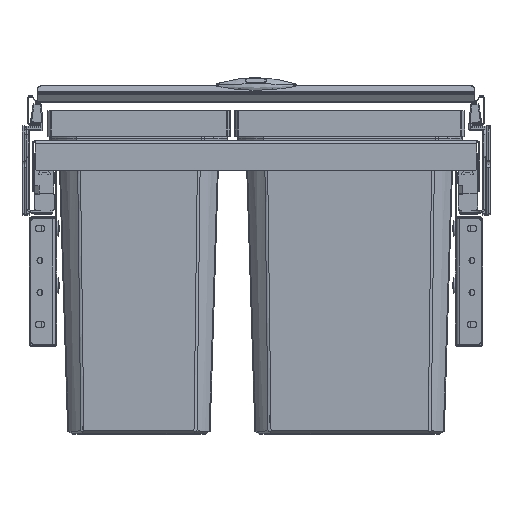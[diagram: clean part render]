
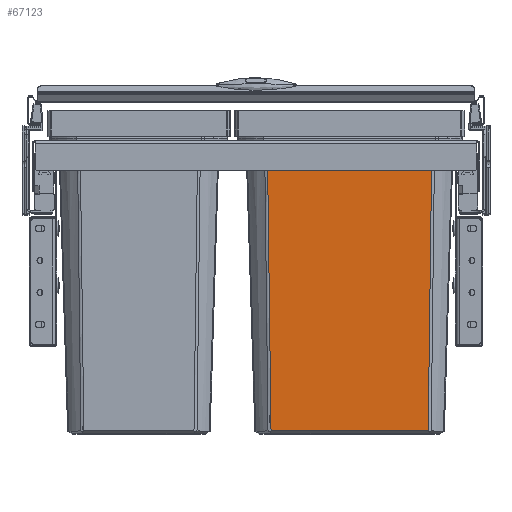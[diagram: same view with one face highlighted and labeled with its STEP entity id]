
A CAD part, top view. The second image highlights one B-rep face of the part: STEP entity #67123.
In plain terms, the highlighted planar face has unit normal (0, -0.031, 1).
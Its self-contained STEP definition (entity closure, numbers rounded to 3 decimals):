
#13596=EDGE_CURVE('9833',#34994,#34991,#34995,.T.);
#13648=EDGE_CURVE('9781',#34991,#35062,#35065,.T.);
#13650=EDGE_CURVE('9817',#35067,#35062,#35068,.T.);
#13652=EDGE_CURVE('9786',#34994,#35067,#35070,.T.);
#34991=VERTEX_POINT('',#66095);
#34994=VERTEX_POINT('',#66106);
#34995=LINE('',#66107,#66108);
#35062=VERTEX_POINT('',#66305);
#35065=B_SPLINE_CURVE_WITH_KNOTS('',3,(#66314,#66315,#66316,#66317,#66318,#66319),.UNSPECIFIED.,.F.,.F.,(4,1,1,4),(0.0,0.333,0.667,1.0),.UNSPECIFIED.);
#35067=VERTEX_POINT('',#66322);
#35068=LINE('',#66323,#66324);
#35070=B_SPLINE_CURVE_WITH_KNOTS('',3,(#66327,#66328,#66329,#66330,#66331,#66332),.UNSPECIFIED.,.F.,.F.,(4,1,1,4),(0.0,0.333,0.667,1.0),.UNSPECIFIED.);
#66095=CARTESIAN_POINT('',(11.171,9.8,-11.929));
#66106=CARTESIAN_POINT('',(176.029,9.8,-11.929));
#66107=CARTESIAN_POINT('',(176.029,9.8,-11.929));
#66108=VECTOR('',#110915,164.857);
#66305=CARTESIAN_POINT('',(15.02,-290.329,-21.284));
#66314=CARTESIAN_POINT('',(11.171,9.8,-11.929));
#66315=CARTESIAN_POINT('',(11.617,-25.284,-13.022));
#66316=CARTESIAN_POINT('',(12.496,-94.295,-15.173));
#66317=CARTESIAN_POINT('',(13.778,-194.335,-18.292));
#66318=CARTESIAN_POINT('',(14.609,-258.716,-20.299));
#66319=CARTESIAN_POINT('',(15.02,-290.329,-21.284));
#66322=CARTESIAN_POINT('',(172.18,-290.329,-21.284));
#66323=CARTESIAN_POINT('',(172.18,-290.329,-21.284));
#66324=VECTOR('',#110925,157.161);
#66327=CARTESIAN_POINT('',(176.029,9.8,-11.929));
#66328=CARTESIAN_POINT('',(175.583,-25.284,-13.022));
#66329=CARTESIAN_POINT('',(174.704,-94.295,-15.173));
#66330=CARTESIAN_POINT('',(173.422,-194.335,-18.292));
#66331=CARTESIAN_POINT('',(172.591,-258.716,-20.299));
#66332=CARTESIAN_POINT('',(172.18,-290.329,-21.284));
#67123=ADVANCED_FACE('7138',(#111285),#111286,.T.);
#110915=DIRECTION('',(-1.0,0.0,0.0));
#110925=DIRECTION('',(-1.0,0.0,0.0));
#111285=FACE_OUTER_BOUND('',#139363,.T.);
#111286=PLANE('',#139364);
#139363=EDGE_LOOP('',(#154991,#154992,#154993,#154994));
#139364=AXIS2_PLACEMENT_3D('',#154995,#154996,#154997);
#154991=ORIENTED_EDGE('',*,*,#13650,.F.);
#154992=ORIENTED_EDGE('',*,*,#13652,.F.);
#154993=ORIENTED_EDGE('',*,*,#13596,.T.);
#154994=ORIENTED_EDGE('',*,*,#13648,.T.);
#154995=CARTESIAN_POINT('',(93.6,-130.469,-16.301));
#154996=DIRECTION('',(0.0,-0.031,1.));
#154997=DIRECTION('',(1.0,0.0,0.0));
